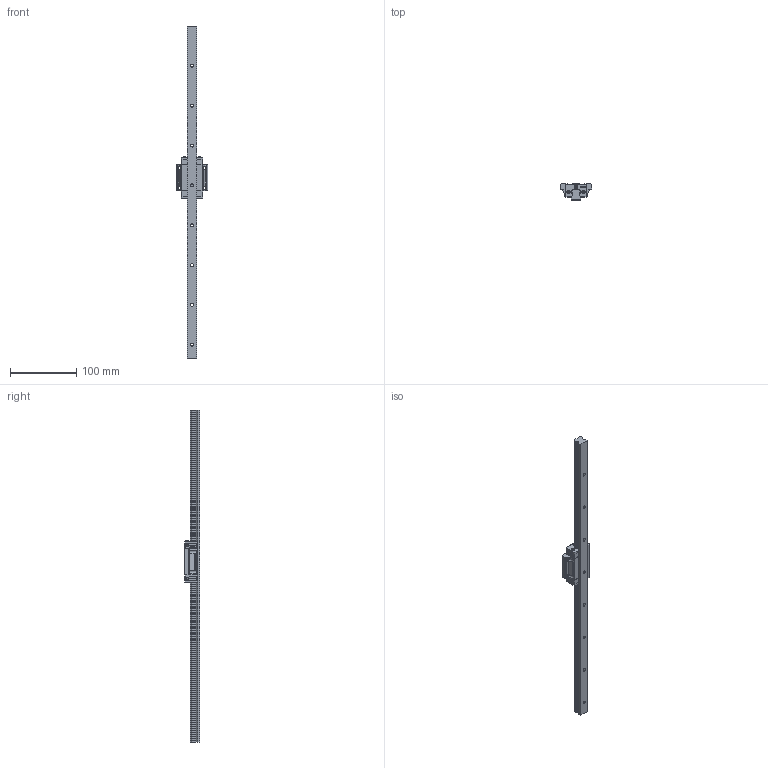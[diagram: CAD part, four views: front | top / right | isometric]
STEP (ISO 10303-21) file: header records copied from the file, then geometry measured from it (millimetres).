
FILE_DESCRIPTION (( 'STEP AP214' ), '1' );
FILE_NAME ('HGRW15.STEP', '2019-04-28T23:08:58', ( '' ), ( '' ), 'SwSTEP 2.0', 'SolidWorks 2019', '' );
FILE_SCHEMA (( 'AUTOMOTIVE_DESIGN' ));
Length unit declared in the file: millimetre
Products named in the file (6): HGW15CC; HGW15CC2; HGR15; HGW15CC1; HGRW15; HGW15CC3
Assembly tree (7 placements, depth 3):
  HGRW15
    HGR15
    HGW15CC
      HGW15CC1
      HGW15CC2  x2
      HGW15CC3  x2
Bounding box: 47 x 24 x 500 mm (x, y, z)
Volume: 128663.9 mm3; surface area: 47230.9 mm2
Topology: 6 solids, 6 shells, 836 faces, 2236 edges, 1472 vertices
Faces by surface type: plane 521, bspline 150, cylinder 121, cone 32, torus 12
Entity records: 28153 total; most frequent: CARTESIAN_POINT 11408, ORIENTED_EDGE 3172, DIRECTION 2478, EDGE_CURVE 1586, VECTOR 1058, LINE 1058, VERTEX_POINT 1044, AXIS2_PLACEMENT_3D 710
